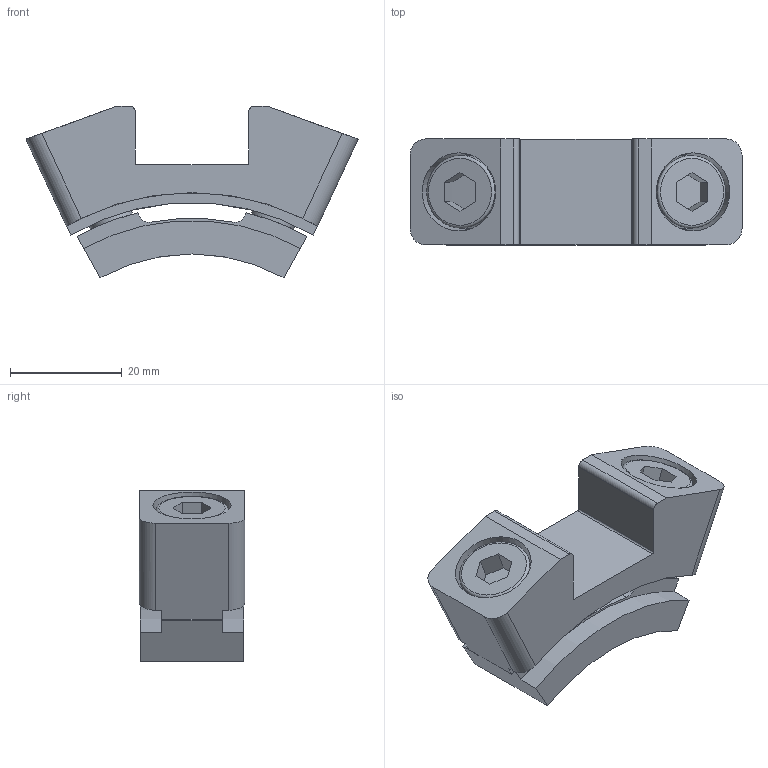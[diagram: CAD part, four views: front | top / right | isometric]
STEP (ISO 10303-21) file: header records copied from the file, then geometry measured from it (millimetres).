
FILE_DESCRIPTION(/* description */ ('STEP AP214'),/* implementation_level */ '2;1');
FILE_NAME(/* name */ '1796626_DADL-EC-Q11-50',/* time_stamp */ '2024-08-12T18:18:17+02:00',/* author */ ('License CC BY-ND 4.0'),/* organization */ ('CADENAS'),/* preprocessor_version */ 'ST-DEVELOPER v19.3',/* originating_system */ 'PARTsolutions',/* authorisation */ ' ');
FILE_SCHEMA (('AUTOMOTIVE_DESIGN {1 0 10303 214 3 1 1}'));
Length unit declared in the file: millimetre
Products named in the file (1): 1796626 DADL-EC-Q11-50
Bounding box: 59.54 x 19 x 30.77 mm (x, y, z)
Volume: 17657.3 mm3; surface area: 8636.5 mm2
Topology: 1 solids, 1 shells, 72 faces, 188 edges, 124 vertices
Faces by surface type: plane 41, cylinder 27, cone 2, torus 2
Full cylindrical faces by diameter (mm): 8 x4, 13 x2, 14 x2
Entity records: 2218 total; most frequent: CARTESIAN_POINT 457, DIRECTION 352, ORIENTED_EDGE 344, EDGE_CURVE 172, AXIS2_PLACEMENT_3D 121, VERTEX_POINT 120, LINE 110, VECTOR 110
